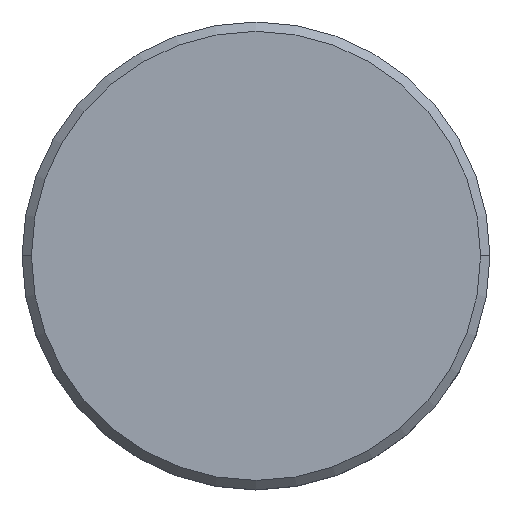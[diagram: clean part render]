
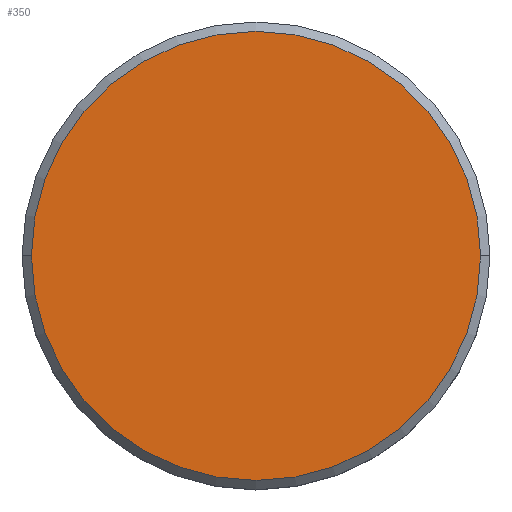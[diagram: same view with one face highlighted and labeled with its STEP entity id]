
A CAD part, top view. The second image highlights one B-rep face of the part: STEP entity #350.
In plain terms, the highlighted planar face has unit normal (0, 0, 1).
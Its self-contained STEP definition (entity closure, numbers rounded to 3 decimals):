
#36 = CARTESIAN_POINT ( 'NONE',  ( 0., 0., 0. ) ) ;
#72 = DIRECTION ( 'NONE',  ( 1., 0., 0. ) ) ;
#75 = ORIENTED_EDGE ( 'NONE', *, *, #1090, .T. ) ;
#141 = CIRCLE ( 'NONE', #420, 12. ) ;
#188 = FACE_OUTER_BOUND ( 'NONE', #251, .T. ) ;
#229 = CARTESIAN_POINT ( 'NONE',  ( -12., 0., 0. ) ) ;
#251 = EDGE_LOOP ( 'NONE', ( #284, #75 ) ) ;
#284 = ORIENTED_EDGE ( 'NONE', *, *, #507, .T. ) ;
#293 = CIRCLE ( 'NONE', #598, 12. ) ;
#339 = CARTESIAN_POINT ( 'NONE',  ( 0., 0., 0. ) ) ;
#350 = ADVANCED_FACE ( 'NONE', ( #188 ), #945, .T. ) ;
#414 = DIRECTION ( 'NONE',  ( 0., 0., 1. ) ) ;
#420 = AXIS2_PLACEMENT_3D ( 'NONE', #339, #702, #72 ) ;
#488 = CARTESIAN_POINT ( 'NONE',  ( 0., 0., 0. ) ) ;
#491 = CARTESIAN_POINT ( 'NONE',  ( 12., 0., 0. ) ) ;
#507 = EDGE_CURVE ( 'NONE', #913, #830, #141, .T. ) ;
#598 = AXIS2_PLACEMENT_3D ( 'NONE', #36, #414, #958 ) ;
#702 = DIRECTION ( 'NONE',  ( 0., 0., 1. ) ) ;
#713 = AXIS2_PLACEMENT_3D ( 'NONE', #488, #854, #912 ) ;
#830 = VERTEX_POINT ( 'NONE', #491 ) ;
#854 = DIRECTION ( 'NONE',  ( 0., 0., 1. ) ) ;
#912 = DIRECTION ( 'NONE',  ( 1., 0., 0. ) ) ;
#913 = VERTEX_POINT ( 'NONE', #229 ) ;
#945 = PLANE ( 'NONE',  #713 ) ;
#958 = DIRECTION ( 'NONE',  ( 1., 0., 0. ) ) ;
#1090 = EDGE_CURVE ( 'NONE', #830, #913, #293, .T. ) ;
